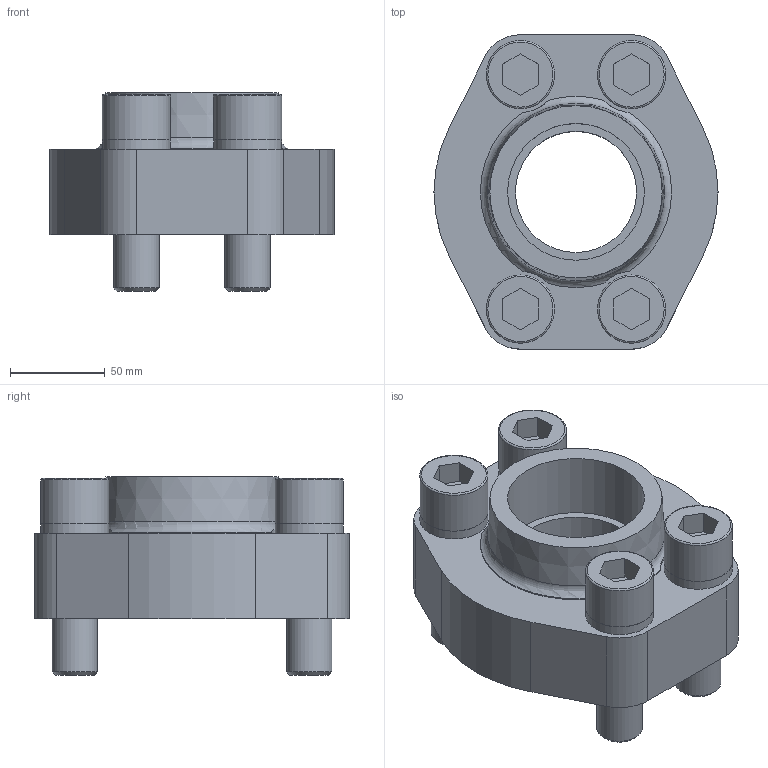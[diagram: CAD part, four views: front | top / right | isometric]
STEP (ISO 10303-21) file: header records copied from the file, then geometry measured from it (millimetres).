
FILE_DESCRIPTION(/* description */ ('STEP AP203'),/* implementation_level */ '2;1');
FILE_NAME(/* name */ 'SAE Threaded Flange AFE 64-6-01',/* time_stamp */ '2023-05-17T11:49:49+02:00',/* author */ ('License CC BY-ND 4.0'),/* organization */ ('CADENAS'),/* preprocessor_version */ 'ST-DEVELOPER v19.3',/* originating_system */ 'PARTsolutions',/* authorisation */ ' ');
FILE_SCHEMA (('CONFIG_CONTROL_DESIGN'));
Length unit declared in the file: millimetre
Products named in the file (1): SAE Gewindeflansch AFE 64-6-01
Bounding box: 150 x 166 x 105 mm (x, y, z)
Volume: 1000370.1 mm3; surface area: 139376.8 mm2
Topology: 1 solids, 3 shells, 114 faces, 239 edges, 156 vertices
Faces by surface type: plane 61, cylinder 40, torus 8, cone 5
Full cylindrical faces by diameter (mm): 24 x4, 24.5 x4, 25 x4, 35.9 x4, 36 x4, 64 x1, 69.64 x2, 72.226 x1, 76.3 x2
Entity records: 3670 total; most frequent: DIRECTION 510, CARTESIAN_POINT 491, ORIENTED_EDGE 392, AXIS2_PLACEMENT_3D 203, EDGE_CURVE 196, EDGE_LOOP 184, FACE_BOUND 184, VERTEX_POINT 152
